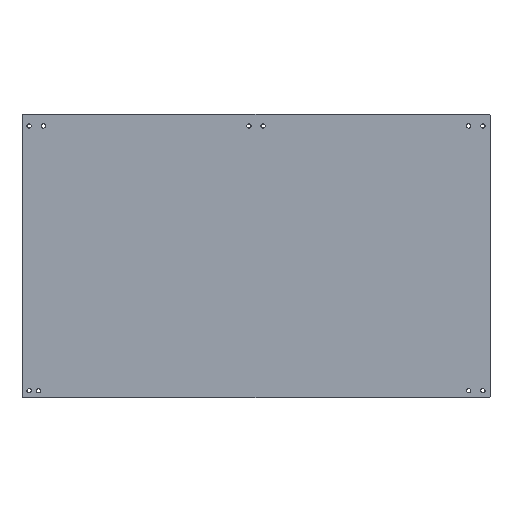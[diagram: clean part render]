
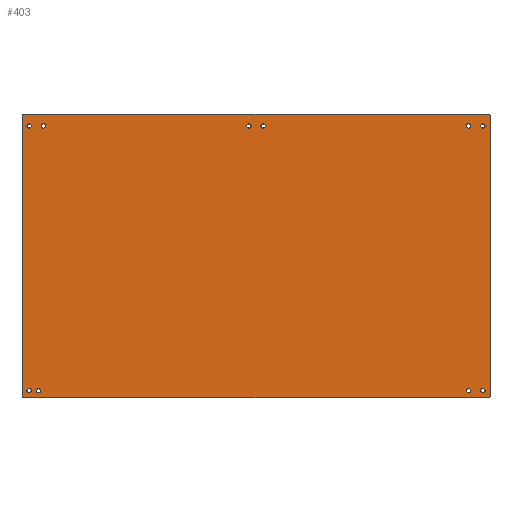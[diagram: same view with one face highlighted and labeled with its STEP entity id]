
A CAD part, top view. The second image highlights one B-rep face of the part: STEP entity #403.
In plain terms, the highlighted planar face has unit normal (0, 0, 1).
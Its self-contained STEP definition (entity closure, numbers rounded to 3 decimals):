
#23=FACE_BOUND('',#72,.T.);
#24=FACE_BOUND('',#73,.T.);
#25=FACE_BOUND('',#74,.T.);
#26=FACE_BOUND('',#75,.T.);
#27=FACE_BOUND('',#76,.T.);
#28=FACE_BOUND('',#77,.T.);
#29=FACE_BOUND('',#78,.T.);
#30=FACE_BOUND('',#79,.T.);
#31=FACE_BOUND('',#80,.T.);
#32=FACE_BOUND('',#81,.T.);
#44=PLANE('',#440);
#51=FACE_OUTER_BOUND('',#71,.T.);
#71=EDGE_LOOP('',(#287,#288,#289,#290,#291,#292,#293,#294));
#72=EDGE_LOOP('',(#295));
#73=EDGE_LOOP('',(#296));
#74=EDGE_LOOP('',(#297));
#75=EDGE_LOOP('',(#298));
#76=EDGE_LOOP('',(#299));
#77=EDGE_LOOP('',(#300));
#78=EDGE_LOOP('',(#301));
#79=EDGE_LOOP('',(#302));
#80=EDGE_LOOP('',(#303));
#81=EDGE_LOOP('',(#304));
#111=LINE('',#629,#137);
#114=LINE('',#635,#140);
#115=LINE('',#639,#141);
#116=LINE('',#643,#142);
#137=VECTOR('',#500,10.);
#140=VECTOR('',#505,10.);
#141=VECTOR('',#508,10.);
#142=VECTOR('',#511,10.);
#161=CIRCLE('',#437,1.);
#163=CIRCLE('',#441,1.);
#164=CIRCLE('',#442,1.);
#165=CIRCLE('',#443,1.);
#166=CIRCLE('',#444,2.25);
#167=CIRCLE('',#445,2.25);
#168=CIRCLE('',#446,2.25);
#169=CIRCLE('',#447,2.25);
#170=CIRCLE('',#448,2.25);
#171=CIRCLE('',#449,2.25);
#172=CIRCLE('',#450,2.25);
#173=CIRCLE('',#451,2.25);
#174=CIRCLE('',#452,2.25);
#175=CIRCLE('',#453,2.25);
#189=VERTEX_POINT('',#619);
#190=VERTEX_POINT('',#620);
#193=VERTEX_POINT('',#628);
#195=VERTEX_POINT('',#634);
#196=VERTEX_POINT('',#636);
#197=VERTEX_POINT('',#638);
#198=VERTEX_POINT('',#640);
#199=VERTEX_POINT('',#642);
#200=VERTEX_POINT('',#645);
#201=VERTEX_POINT('',#647);
#202=VERTEX_POINT('',#649);
#203=VERTEX_POINT('',#651);
#204=VERTEX_POINT('',#653);
#205=VERTEX_POINT('',#655);
#206=VERTEX_POINT('',#657);
#207=VERTEX_POINT('',#659);
#208=VERTEX_POINT('',#661);
#209=VERTEX_POINT('',#663);
#225=EDGE_CURVE('',#189,#190,#161,.T.);
#229=EDGE_CURVE('',#193,#190,#111,.T.);
#232=EDGE_CURVE('',#189,#195,#114,.T.);
#233=EDGE_CURVE('',#196,#195,#163,.T.);
#234=EDGE_CURVE('',#196,#197,#115,.T.);
#235=EDGE_CURVE('',#198,#197,#164,.T.);
#236=EDGE_CURVE('',#198,#199,#116,.T.);
#237=EDGE_CURVE('',#193,#199,#165,.T.);
#238=EDGE_CURVE('',#200,#200,#166,.T.);
#239=EDGE_CURVE('',#201,#201,#167,.T.);
#240=EDGE_CURVE('',#202,#202,#168,.T.);
#241=EDGE_CURVE('',#203,#203,#169,.T.);
#242=EDGE_CURVE('',#204,#204,#170,.T.);
#243=EDGE_CURVE('',#205,#205,#171,.T.);
#244=EDGE_CURVE('',#206,#206,#172,.T.);
#245=EDGE_CURVE('',#207,#207,#173,.T.);
#246=EDGE_CURVE('',#208,#208,#174,.T.);
#247=EDGE_CURVE('',#209,#209,#175,.T.);
#287=ORIENTED_EDGE('',*,*,#225,.F.);
#288=ORIENTED_EDGE('',*,*,#232,.T.);
#289=ORIENTED_EDGE('',*,*,#233,.F.);
#290=ORIENTED_EDGE('',*,*,#234,.T.);
#291=ORIENTED_EDGE('',*,*,#235,.F.);
#292=ORIENTED_EDGE('',*,*,#236,.T.);
#293=ORIENTED_EDGE('',*,*,#237,.F.);
#294=ORIENTED_EDGE('',*,*,#229,.T.);
#295=ORIENTED_EDGE('',*,*,#238,.T.);
#296=ORIENTED_EDGE('',*,*,#239,.T.);
#297=ORIENTED_EDGE('',*,*,#240,.T.);
#298=ORIENTED_EDGE('',*,*,#241,.T.);
#299=ORIENTED_EDGE('',*,*,#242,.T.);
#300=ORIENTED_EDGE('',*,*,#243,.T.);
#301=ORIENTED_EDGE('',*,*,#244,.T.);
#302=ORIENTED_EDGE('',*,*,#245,.T.);
#303=ORIENTED_EDGE('',*,*,#246,.T.);
#304=ORIENTED_EDGE('',*,*,#247,.T.);
#403=ADVANCED_FACE('',(#51,#23,#24,#25,#26,#27,#28,#29,#30,#31,#32),#44,
 .T.);
#437=AXIS2_PLACEMENT_3D('',#621,#492,#493);
#440=AXIS2_PLACEMENT_3D('',#633,#503,#504);
#441=AXIS2_PLACEMENT_3D('',#637,#506,#507);
#442=AXIS2_PLACEMENT_3D('',#641,#509,#510);
#443=AXIS2_PLACEMENT_3D('',#644,#512,#513);
#444=AXIS2_PLACEMENT_3D('',#646,#514,#515);
#445=AXIS2_PLACEMENT_3D('',#648,#516,#517);
#446=AXIS2_PLACEMENT_3D('',#650,#518,#519);
#447=AXIS2_PLACEMENT_3D('',#652,#520,#521);
#448=AXIS2_PLACEMENT_3D('',#654,#522,#523);
#449=AXIS2_PLACEMENT_3D('',#656,#524,#525);
#450=AXIS2_PLACEMENT_3D('',#658,#526,#527);
#451=AXIS2_PLACEMENT_3D('',#660,#528,#529);
#452=AXIS2_PLACEMENT_3D('',#662,#530,#531);
#453=AXIS2_PLACEMENT_3D('',#664,#532,#533);
#492=DIRECTION('center_axis',(0.,0.,-1.));
#493=DIRECTION('ref_axis',(-0.707,-0.707,0.));
#500=DIRECTION('',(0.,-1.,0.));
#503=DIRECTION('center_axis',(0.,0.,1.));
#504=DIRECTION('ref_axis',(1.,0.,0.));
#505=DIRECTION('',(1.,0.,0.));
#506=DIRECTION('center_axis',(0.,0.,-1.));
#507=DIRECTION('ref_axis',(0.707,-0.707,0.));
#508=DIRECTION('',(0.,1.,0.));
#509=DIRECTION('center_axis',(0.,0.,-1.));
#510=DIRECTION('ref_axis',(0.707,0.707,0.));
#511=DIRECTION('',(-1.,0.,0.));
#512=DIRECTION('center_axis',(0.,0.,-1.));
#513=DIRECTION('ref_axis',(-0.707,0.707,0.));
#514=DIRECTION('center_axis',(0.,0.,-1.));
#515=DIRECTION('ref_axis',(1.,0.,0.));
#516=DIRECTION('center_axis',(0.,0.,-1.));
#517=DIRECTION('ref_axis',(1.,0.,0.));
#518=DIRECTION('center_axis',(0.,0.,-1.));
#519=DIRECTION('ref_axis',(1.,0.,0.));
#520=DIRECTION('center_axis',(0.,0.,-1.));
#521=DIRECTION('ref_axis',(1.,0.,0.));
#522=DIRECTION('center_axis',(0.,0.,-1.));
#523=DIRECTION('ref_axis',(1.,0.,0.));
#524=DIRECTION('center_axis',(0.,0.,-1.));
#525=DIRECTION('ref_axis',(1.,0.,0.));
#526=DIRECTION('center_axis',(0.,0.,-1.));
#527=DIRECTION('ref_axis',(1.,0.,0.));
#528=DIRECTION('center_axis',(0.,0.,-1.));
#529=DIRECTION('ref_axis',(1.,0.,0.));
#530=DIRECTION('center_axis',(0.,0.,-1.));
#531=DIRECTION('ref_axis',(1.,0.,0.));
#532=DIRECTION('center_axis',(0.,0.,-1.));
#533=DIRECTION('ref_axis',(1.,0.,0.));
#619=CARTESIAN_POINT('',(-246.5,-150.,5.));
#620=CARTESIAN_POINT('',(-247.5,-149.,5.));
#621=CARTESIAN_POINT('Origin',(-246.5,-149.,5.));
#628=CARTESIAN_POINT('',(-247.5,149.,5.));
#629=CARTESIAN_POINT('',(-247.5,150.,5.));
#633=CARTESIAN_POINT('Origin',(0.,0.,5.));
#634=CARTESIAN_POINT('',(246.5,-150.,5.));
#635=CARTESIAN_POINT('',(-247.5,-150.,5.));
#636=CARTESIAN_POINT('',(247.5,-149.,5.));
#637=CARTESIAN_POINT('Origin',(246.5,-149.,5.));
#638=CARTESIAN_POINT('',(247.5,149.,5.));
#639=CARTESIAN_POINT('',(247.5,-150.,5.));
#640=CARTESIAN_POINT('',(246.5,150.,5.));
#641=CARTESIAN_POINT('Origin',(246.5,149.,5.));
#642=CARTESIAN_POINT('',(-246.5,150.,5.));
#643=CARTESIAN_POINT('',(247.5,150.,5.));
#644=CARTESIAN_POINT('Origin',(-246.5,149.,5.));
#645=CARTESIAN_POINT('',(237.75,137.5,5.));
#646=CARTESIAN_POINT('Origin',(240.,137.5,5.));
#647=CARTESIAN_POINT('',(-227.25,137.5,5.));
#648=CARTESIAN_POINT('Origin',(-225.,137.5,5.));
#649=CARTESIAN_POINT('',(-9.75,137.5,5.));
#650=CARTESIAN_POINT('Origin',(-7.5,137.5,5.));
#651=CARTESIAN_POINT('',(5.25,137.5,5.));
#652=CARTESIAN_POINT('Origin',(7.5,137.5,5.));
#653=CARTESIAN_POINT('',(222.75,137.5,5.));
#654=CARTESIAN_POINT('Origin',(225.,137.5,5.));
#655=CARTESIAN_POINT('',(-242.25,137.5,5.));
#656=CARTESIAN_POINT('Origin',(-240.,137.5,5.));
#657=CARTESIAN_POINT('',(222.75,-142.5,5.));
#658=CARTESIAN_POINT('Origin',(225.,-142.5,5.));
#659=CARTESIAN_POINT('',(-242.25,-142.5,5.));
#660=CARTESIAN_POINT('Origin',(-240.,-142.5,5.));
#661=CARTESIAN_POINT('',(-232.25,-142.5,5.));
#662=CARTESIAN_POINT('Origin',(-230.,-142.5,5.));
#663=CARTESIAN_POINT('',(237.75,-142.5,5.));
#664=CARTESIAN_POINT('Origin',(240.,-142.5,5.));
